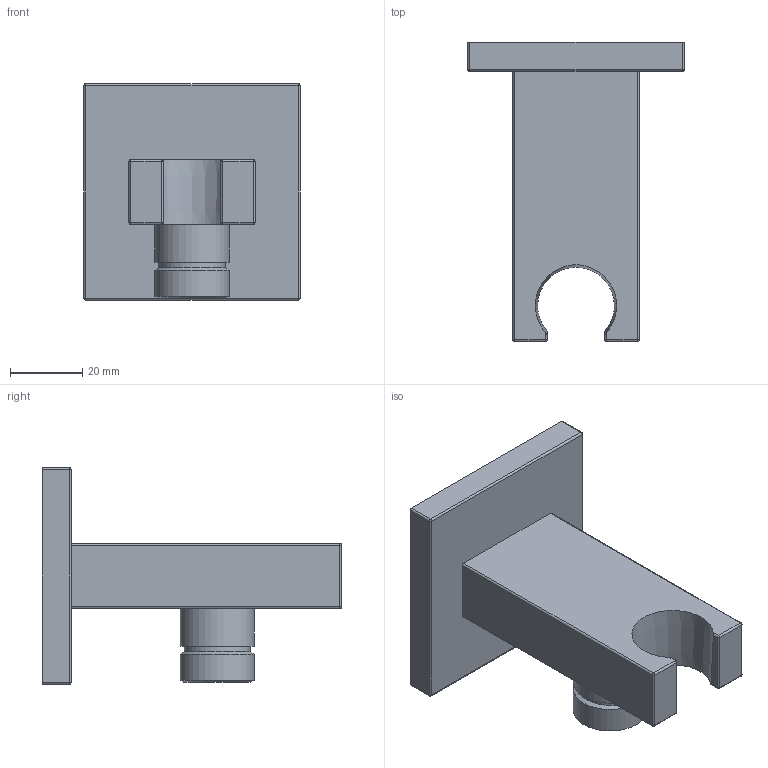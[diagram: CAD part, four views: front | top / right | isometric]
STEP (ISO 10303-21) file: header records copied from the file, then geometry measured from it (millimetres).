
FILE_DESCRIPTION(/* description */ (''),/* implementation_level */ '2;1');
FILE_NAME(/* name */ 'KJ8067622-CM ZP.stp',/* time_stamp */ '2017-04-29T10:29:06+08:00',/* author */ (''),/* organization */ (''),/* preprocessor_version */ 'ST-DEVELOPER v11',/* originating_system */ 'SIEMENS UGS NX 6.0',/* authorisation */ '');
FILE_SCHEMA (('CONFIG_CONTROL_DESIGN'));
Length unit declared in the file: millimetre
Products named in the file (4): KJ8067622  CSJ; KJ8067622  HSZ; KJ8067622  QZ; KJ8067622-CM  ZP
Assembly tree (3 placements, depth 2):
  KJ8067622-CM  ZP
    KJ8067622  QZ
    KJ8067622  HSZ
    KJ8067622  CSJ
Bounding box: 60 x 83 x 60 mm (x, y, z)
Volume: 50843.9 mm3; surface area: 23934.9 mm2
Topology: 3 solids, 3 shells, 80 faces, 175 edges, 95 vertices
Faces by surface type: cylinder 35, plane 27, sphere 12, cone 6
Full cylindrical faces by diameter (mm): 4.1 x2, 13.7 x1, 14.2 x1, 15 x1, 16.5 x1, 18 x1, 18.4 x1, 19 x1, 20.6 x2
Entity records: 2473 total; most frequent: CARTESIAN_POINT 395, DIRECTION 378, ORIENTED_EDGE 290, AXIS2_PLACEMENT_3D 155, EDGE_CURVE 145, EDGE_LOOP 108, VERTEX_POINT 94, ADVANCED_FACE 80
